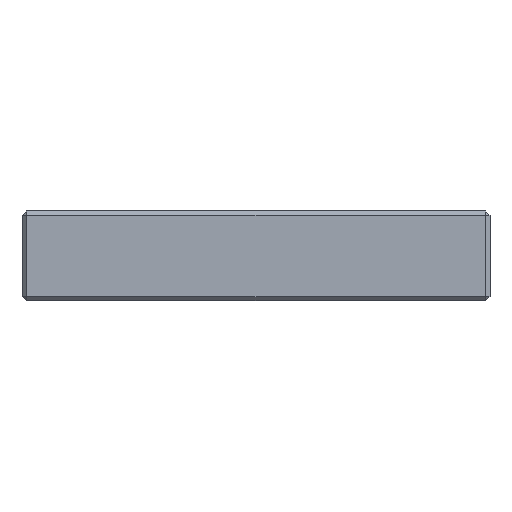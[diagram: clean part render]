
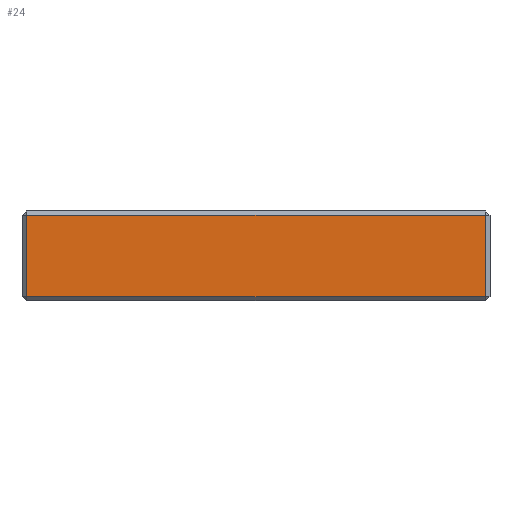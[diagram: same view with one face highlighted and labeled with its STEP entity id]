
A CAD part, front view. The second image highlights one B-rep face of the part: STEP entity #24.
In plain terms, the highlighted planar face has unit normal (0, -1, 0).
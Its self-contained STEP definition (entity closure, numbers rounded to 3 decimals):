
#24 = ADVANCED_FACE ( 'NONE', ( #719 ), #718, .F. ) ;
#25 = EDGE_LOOP ( 'NONE', ( #26, #73, #76, #79 ) ) ;
#26 = ORIENTED_EDGE ( 'NONE', *, *, #70, .T. ) ;
#70 = EDGE_CURVE ( 'NONE', #71, #72, #841, .T. ) ;
#71 = VERTEX_POINT ( 'NONE', #837 ) ;
#72 = VERTEX_POINT ( 'NONE', #836 ) ;
#73 = ORIENTED_EDGE ( 'NONE', *, *, #74, .T. ) ;
#74 = EDGE_CURVE ( 'NONE', #72, #75, #835, .T. ) ;
#75 = VERTEX_POINT ( 'NONE', #831 ) ;
#76 = ORIENTED_EDGE ( 'NONE', *, *, #77, .T. ) ;
#77 = EDGE_CURVE ( 'NONE', #75, #78, #830, .T. ) ;
#78 = VERTEX_POINT ( 'NONE', #826 ) ;
#79 = ORIENTED_EDGE ( 'NONE', *, *, #80, .T. ) ;
#80 = EDGE_CURVE ( 'NONE', #78, #71, #825, .T. ) ;
#714 = DIRECTION ( 'NONE',  ( -1., 0., 0. ) ) ;
#715 = DIRECTION ( 'NONE',  ( 0., 1., 0. ) ) ;
#716 = CARTESIAN_POINT ( 'NONE',  ( -26., -45., 10. ) ) ;
#717 = AXIS2_PLACEMENT_3D ( 'NONE', #716, #715, #714 ) ;
#718 = PLANE ( 'NONE',  #717 ) ;
#719 = FACE_OUTER_BOUND ( 'NONE', #25, .T. ) ;
#822 = DIRECTION ( 'NONE',  ( 0., 0., -1. ) ) ;
#823 = VECTOR ( 'NONE', #822, 1000. ) ;
#824 = CARTESIAN_POINT ( 'NONE',  ( -25.5, -45., 10. ) ) ;
#825 = LINE ( 'NONE', #824, #823 ) ;
#826 = CARTESIAN_POINT ( 'NONE',  ( -25.5, -45., 9.5 ) ) ;
#827 = DIRECTION ( 'NONE',  ( -1., 0., 0. ) ) ;
#828 = VECTOR ( 'NONE', #827, 1000. ) ;
#829 = CARTESIAN_POINT ( 'NONE',  ( -26., -45., 9.5 ) ) ;
#830 = LINE ( 'NONE', #829, #828 ) ;
#831 = CARTESIAN_POINT ( 'NONE',  ( 25.5, -45., 9.5 ) ) ;
#832 = DIRECTION ( 'NONE',  ( 0., 0., 1. ) ) ;
#833 = VECTOR ( 'NONE', #832, 1000. ) ;
#834 = CARTESIAN_POINT ( 'NONE',  ( 25.5, -45., 10. ) ) ;
#835 = LINE ( 'NONE', #834, #833 ) ;
#836 = CARTESIAN_POINT ( 'NONE',  ( 25.5, -45., 0.5 ) ) ;
#837 = CARTESIAN_POINT ( 'NONE',  ( -25.5, -45., 0.5 ) ) ;
#838 = DIRECTION ( 'NONE',  ( 1., 0., 0. ) ) ;
#839 = VECTOR ( 'NONE', #838, 1000. ) ;
#840 = CARTESIAN_POINT ( 'NONE',  ( -26., -45., 0.5 ) ) ;
#841 = LINE ( 'NONE', #840, #839 ) ;
